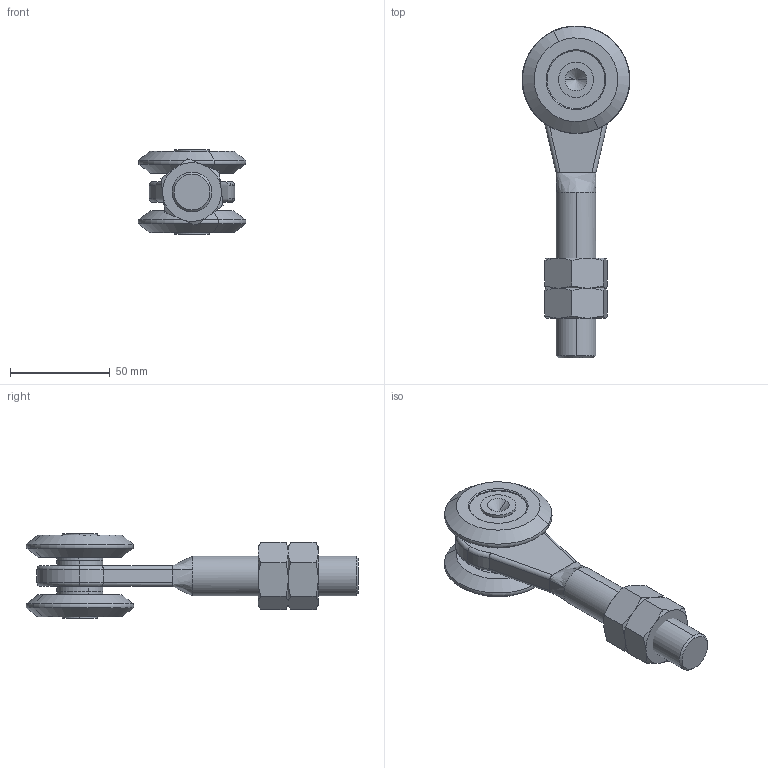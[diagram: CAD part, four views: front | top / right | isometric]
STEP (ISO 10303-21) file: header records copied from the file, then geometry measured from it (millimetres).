
FILE_DESCRIPTION (( 'STEP AP203' ), '1' );
FILE_NAME ('H-07-57x67-info..STEP', '2025-12-11T09:23:48', ( '' ), ( '' ), 'SwSTEP 2.0', 'SolidWorks 2019', '' );
FILE_SCHEMA (( 'CONFIG_CONTROL_DESIGN' ));
Length unit declared in the file: millimetre
Products named in the file (1): H-07-57x67-info.
Bounding box: 54 x 166.5 x 42.2 mm (x, y, z)
Volume: 109108.9 mm3; surface area: 39945 mm2
Topology: 12 solids, 12 shells, 206 faces, 478 edges, 308 vertices
Faces by surface type: plane 77, cylinder 73, cone 42, torus 12, bspline 2
Entity records: 6762 total; most frequent: CARTESIAN_POINT 1888, DIRECTION 1050, ORIENTED_EDGE 948, EDGE_CURVE 474, AXIS2_PLACEMENT_3D 433, VERTEX_POINT 308, EDGE_LOOP 244, CIRCLE 228
